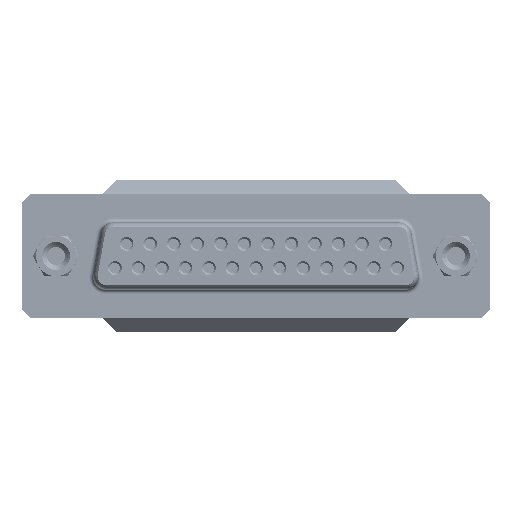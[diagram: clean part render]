
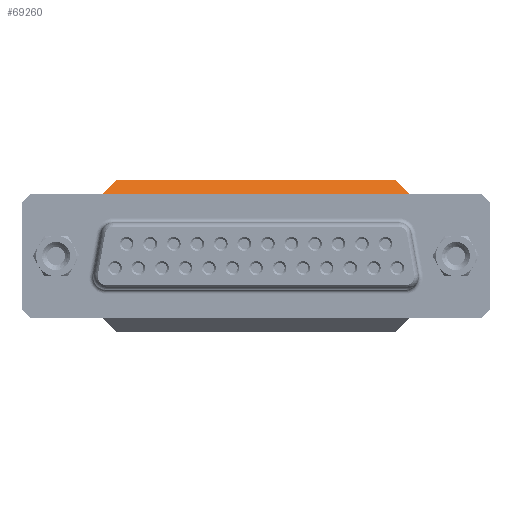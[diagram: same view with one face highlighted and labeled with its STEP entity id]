
A CAD part, front view. The second image highlights one B-rep face of the part: STEP entity #69260.
In plain terms, the highlighted planar face has unit normal (0, -0.707, 0.707).
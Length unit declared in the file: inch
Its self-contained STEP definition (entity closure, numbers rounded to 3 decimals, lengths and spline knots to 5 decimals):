
#23917 = VERTEX_POINT ( 'NONE', #56004 ) ;
#23923 = EDGE_CURVE ( 'NONE', #23917, #23962, #55980, .T. ) ;
#23962 = VERTEX_POINT ( 'NONE', #56102 ) ;
#24067 = EDGE_CURVE ( 'NONE', #23917, #67878, #56159, .T. ) ;
#24115 = EDGE_CURVE ( 'NONE', #67969, #23962, #56238, .T. ) ;
#55973 = DIRECTION ( 'NONE',  ( -1., 0., 0. ) ) ;
#55974 = VECTOR ( 'NONE', #55973, 39.37008 ) ;
#55975 = CARTESIAN_POINT ( 'NONE',  ( -0.71, -0.354, 0.473 ) ) ;
#55980 = LINE ( 'NONE', #55975, #55974 ) ;
#56004 = CARTESIAN_POINT ( 'NONE',  ( 0.643, -0.354, 0.473 ) ) ;
#56102 = CARTESIAN_POINT ( 'NONE',  ( -0.643, -0.354, 0.473 ) ) ;
#56157 = VECTOR ( 'NONE', #56208, 39.37008 ) ;
#56158 = CARTESIAN_POINT ( 'NONE',  ( 0.71, -0.287, 0.54 ) ) ;
#56159 = LINE ( 'NONE', #56158, #56157 ) ;
#56208 = DIRECTION ( 'NONE',  ( 0.577, 0.577, 0.577 ) ) ;
#56227 = DIRECTION ( 'NONE',  ( 0.577, -0.577, -0.577 ) ) ;
#56228 = VECTOR ( 'NONE', #56227, 39.37008 ) ;
#56229 = CARTESIAN_POINT ( 'NONE',  ( -0.71, -0.287, 0.54 ) ) ;
#56238 = LINE ( 'NONE', #56229, #56228 ) ;
#63610 = EDGE_LOOP ( 'NONE', ( #69999, #70361, #70979, #71307 ) ) ;
#67878 = VERTEX_POINT ( 'NONE', #114069 ) ;
#67885 = EDGE_CURVE ( 'NONE', #67969, #67878, #114065, .T. ) ;
#67969 = VERTEX_POINT ( 'NONE', #114184 ) ;
#69260 = ADVANCED_FACE ( 'NONE', ( #115454 ), #115469, .T. ) ;
#69999 = ORIENTED_EDGE ( 'NONE', *, *, #24115, .T. ) ;
#70361 = ORIENTED_EDGE ( 'NONE', *, *, #23923, .F. ) ;
#70979 = ORIENTED_EDGE ( 'NONE', *, *, #24067, .T. ) ;
#71307 = ORIENTED_EDGE ( 'NONE', *, *, #67885, .F. ) ;
#114065 = LINE ( 'NONE', #114129, #114128 ) ;
#114069 = CARTESIAN_POINT ( 'NONE',  ( 0.71, -0.287, 0.54 ) ) ;
#114127 = DIRECTION ( 'NONE',  ( 1., 0., 0. ) ) ;
#114128 = VECTOR ( 'NONE', #114127, 39.37008 ) ;
#114129 = CARTESIAN_POINT ( 'NONE',  ( 0.71, -0.287, 0.54 ) ) ;
#114184 = CARTESIAN_POINT ( 'NONE',  ( -0.71, -0.287, 0.54 ) ) ;
#115441 = AXIS2_PLACEMENT_3D ( 'NONE', #115506, #115505, #115504 ) ;
#115454 = FACE_OUTER_BOUND ( 'NONE', #63610, .T. ) ;
#115469 = PLANE ( 'NONE',  #115441 ) ;
#115504 = DIRECTION ( 'NONE',  ( 0., -0.707, -0.707 ) ) ;
#115505 = DIRECTION ( 'NONE',  ( 0., -0.707, 0.707 ) ) ;
#115506 = CARTESIAN_POINT ( 'NONE',  ( -1.084, -0.287, 0.54 ) ) ;
